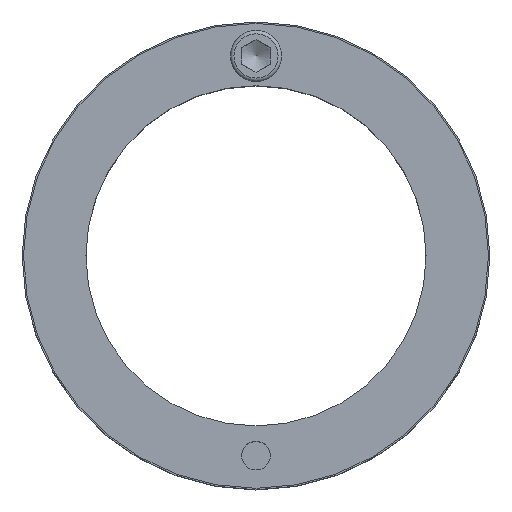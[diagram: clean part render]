
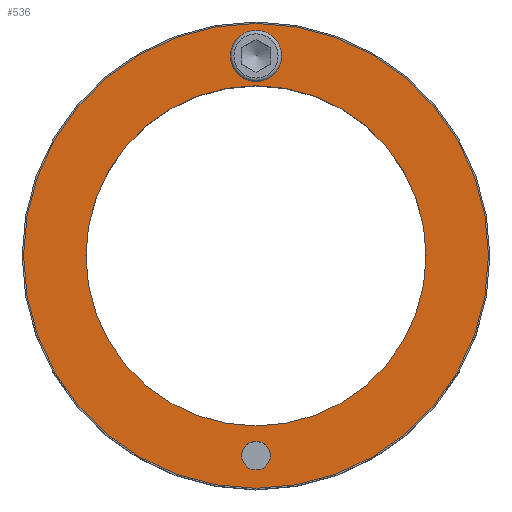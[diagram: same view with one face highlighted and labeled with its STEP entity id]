
A CAD part, top view. The second image highlights one B-rep face of the part: STEP entity #536.
In plain terms, the highlighted planar face has unit normal (0, 0, 1).
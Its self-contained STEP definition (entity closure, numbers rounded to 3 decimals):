
#405=CARTESIAN_POINT('',(5.053,-70.5,70.0));
#406=VERTEX_POINT('',#405);
#407=CARTESIAN_POINT('',(0.,-70.5,70.0));
#408=DIRECTION('',(0.0,0.0,-1.0));
#409=DIRECTION('',(1.0,0.0,0.0));
#410=AXIS2_PLACEMENT_3D('',#407,#408,#409);
#411=CIRCLE('',#410,5.053);
#412=EDGE_CURVE('',#406,#406,#411,.T.);
#433=CARTESIAN_POINT('',(-6.75,70.5,70.0));
#434=VERTEX_POINT('',#433);
#435=CARTESIAN_POINT('',(0.0,70.5,70.0));
#436=DIRECTION('',(0.0,0.0,-1.0));
#437=DIRECTION('',(-1.0,0.0,0.0));
#438=AXIS2_PLACEMENT_3D('',#435,#436,#437);
#439=CIRCLE('',#438,6.75);
#440=EDGE_CURVE('',#434,#434,#439,.T.);
#450=CARTESIAN_POINT('',(-60.0,0.,70.0));
#451=VERTEX_POINT('',#450);
#452=CARTESIAN_POINT('',(0.0,0.0,70.0));
#453=DIRECTION('',(0.0,0.0,-1.0));
#454=DIRECTION('',(1.0,0.0,0.0));
#455=AXIS2_PLACEMENT_3D('',#452,#453,#454);
#456=CIRCLE('',#455,60.0);
#457=EDGE_CURVE('',#451,#451,#456,.T.);
#489=CARTESIAN_POINT('',(-82.,0.,70.0));
#490=VERTEX_POINT('',#489);
#491=CARTESIAN_POINT('',(0.0,0.0,70.0));
#492=DIRECTION('',(0.0,0.0,1.0));
#493=DIRECTION('',(1.0,0.0,0.0));
#494=AXIS2_PLACEMENT_3D('',#491,#492,#493);
#495=CIRCLE('',#494,82.);
#496=EDGE_CURVE('',#490,#490,#495,.T.);
#519=CARTESIAN_POINT('',(0.0,0.0,70.0));
#520=DIRECTION('',(0.0,0.0,1.0));
#521=DIRECTION('',(1.0,0.0,0.0));
#522=AXIS2_PLACEMENT_3D('',#519,#520,#521);
#523=PLANE('',#522);
#524=ORIENTED_EDGE('',*,*,#496,.T.);
#525=EDGE_LOOP('',(#524));
#526=FACE_OUTER_BOUND('',#525,.T.);
#527=ORIENTED_EDGE('',*,*,#412,.T.);
#528=EDGE_LOOP('',(#527));
#529=FACE_BOUND('',#528,.T.);
#530=ORIENTED_EDGE('',*,*,#440,.T.);
#531=EDGE_LOOP('',(#530));
#532=FACE_BOUND('',#531,.T.);
#533=ORIENTED_EDGE('',*,*,#457,.T.);
#534=EDGE_LOOP('',(#533));
#535=FACE_BOUND('',#534,.T.);
#536=ADVANCED_FACE('',(#526,#529,#532,#535),#523,.T.);
